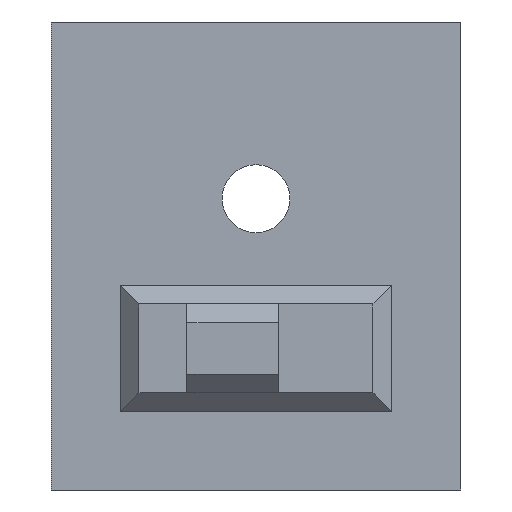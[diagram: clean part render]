
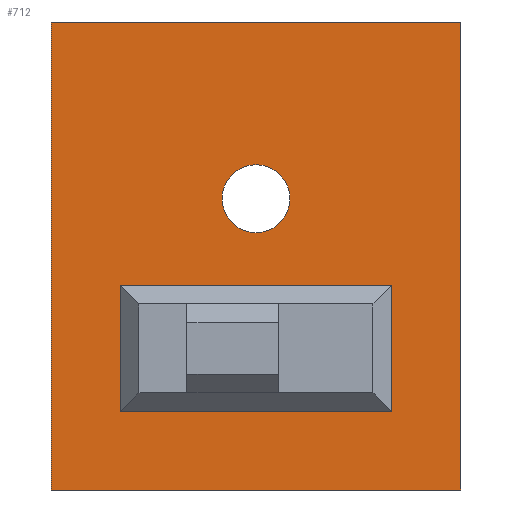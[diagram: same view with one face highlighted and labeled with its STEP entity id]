
A CAD part, front view. The second image highlights one B-rep face of the part: STEP entity #712.
In plain terms, the highlighted face is planar.
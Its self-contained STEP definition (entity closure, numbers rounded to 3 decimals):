
#16 = CARTESIAN_POINT ( 'NONE',  ( 11.6, 33.3, 0. ) ) ;
#18 = VERTEX_POINT ( 'NONE', #16 ) ;
#25 = ORIENTED_EDGE ( 'NONE', *, *, #463, .F. ) ;
#26 = EDGE_CURVE ( 'NONE', #18, #478, #566, .T. ) ;
#52 = FACE_OUTER_BOUND ( 'NONE', #218, .T. ) ;
#57 = DIRECTION ( 'NONE',  ( 1., 0., 0. ) ) ;
#60 = CIRCLE ( 'NONE', #696, 2.9 ) ;
#72 = CIRCLE ( 'NONE', #146, 2.9 ) ;
#101 = EDGE_CURVE ( 'NONE', #179, #125, #774, .T. ) ;
#103 = VERTEX_POINT ( 'NONE', #173 ) ;
#115 = DIRECTION ( 'NONE',  ( 0., 0., 1. ) ) ;
#116 = ORIENTED_EDGE ( 'NONE', *, *, #180, .T. ) ;
#117 = ORIENTED_EDGE ( 'NONE', *, *, #26, .T. ) ;
#125 = VERTEX_POINT ( 'NONE', #777 ) ;
#130 = DIRECTION ( 'NONE',  ( 0., 0., -1. ) ) ;
#133 = VECTOR ( 'NONE', #533, 1000. ) ;
#139 = CARTESIAN_POINT ( 'NONE',  ( -11.6, 22.5, 0. ) ) ;
#146 = AXIS2_PLACEMENT_3D ( 'NONE', #642, #340, #766 ) ;
#173 = CARTESIAN_POINT ( 'NONE',  ( 0., 18., 0. ) ) ;
#179 = VERTEX_POINT ( 'NONE', #590 ) ;
#180 = EDGE_CURVE ( 'NONE', #103, #639, #72, .T. ) ;
#190 = PLANE ( 'NONE',  #748 ) ;
#213 = EDGE_CURVE ( 'NONE', #379, #352, #524, .T. ) ;
#218 = EDGE_LOOP ( 'NONE', ( #384, #299, #545, #25 ) ) ;
#232 = CARTESIAN_POINT ( 'NONE',  ( 17.5, 0., 0. ) ) ;
#239 = FACE_BOUND ( 'NONE', #731, .T. ) ;
#245 = ORIENTED_EDGE ( 'NONE', *, *, #611, .T. ) ;
#259 = EDGE_CURVE ( 'NONE', #459, #179, #738, .T. ) ;
#261 = CARTESIAN_POINT ( 'NONE',  ( 11.6, 0., 0. ) ) ;
#270 = CARTESIAN_POINT ( 'NONE',  ( 0., 15.1, 0. ) ) ;
#280 = CARTESIAN_POINT ( 'NONE',  ( 0., 22.5, 0. ) ) ;
#286 = DIRECTION ( 'NONE',  ( -1., 0., 0. ) ) ;
#297 = FACE_BOUND ( 'NONE', #531, .T. ) ;
#299 = ORIENTED_EDGE ( 'NONE', *, *, #259, .F. ) ;
#317 = ORIENTED_EDGE ( 'NONE', *, *, #342, .T. ) ;
#334 = VECTOR ( 'NONE', #756, 1000. ) ;
#340 = DIRECTION ( 'NONE',  ( 0., 0., -1. ) ) ;
#342 = EDGE_CURVE ( 'NONE', #352, #18, #676, .T. ) ;
#352 = VERTEX_POINT ( 'NONE', #598 ) ;
#371 = CARTESIAN_POINT ( 'NONE',  ( -17.5, 40., 0. ) ) ;
#379 = VERTEX_POINT ( 'NONE', #139 ) ;
#384 = ORIENTED_EDGE ( 'NONE', *, *, #101, .F. ) ;
#390 = LINE ( 'NONE', #280, #592 ) ;
#397 = EDGE_CURVE ( 'NONE', #665, #459, #617, .T. ) ;
#405 = DIRECTION ( 'NONE',  ( 0., -1., 0. ) ) ;
#429 = DIRECTION ( 'NONE',  ( 0., 1., 0. ) ) ;
#445 = CARTESIAN_POINT ( 'NONE',  ( -17.5, 0., 0. ) ) ;
#448 = CARTESIAN_POINT ( 'NONE',  ( -17.5, 40., 0. ) ) ;
#451 = VECTOR ( 'NONE', #508, 1000. ) ;
#455 = ORIENTED_EDGE ( 'NONE', *, *, #778, .T. ) ;
#459 = VERTEX_POINT ( 'NONE', #448 ) ;
#461 = CARTESIAN_POINT ( 'NONE',  ( -11.6, 0., 0. ) ) ;
#463 = EDGE_CURVE ( 'NONE', #125, #665, #558, .T. ) ;
#473 = VECTOR ( 'NONE', #536, 1000. ) ;
#478 = VERTEX_POINT ( 'NONE', #749 ) ;
#502 = VECTOR ( 'NONE', #57, 1000. ) ;
#508 = DIRECTION ( 'NONE',  ( -1., 0., 0. ) ) ;
#524 = LINE ( 'NONE', #461, #133 ) ;
#531 = EDGE_LOOP ( 'NONE', ( #455, #116 ) ) ;
#533 = DIRECTION ( 'NONE',  ( 0., 1., 0. ) ) ;
#536 = DIRECTION ( 'NONE',  ( 1., 0., 0. ) ) ;
#545 = ORIENTED_EDGE ( 'NONE', *, *, #397, .F. ) ;
#547 = ORIENTED_EDGE ( 'NONE', *, *, #213, .T. ) ;
#558 = LINE ( 'NONE', #445, #451 ) ;
#566 = LINE ( 'NONE', #261, #334 ) ;
#568 = DIRECTION ( 'NONE',  ( 0., -1., 0. ) ) ;
#582 = CARTESIAN_POINT ( 'NONE',  ( 0., 12.2, 0. ) ) ;
#590 = CARTESIAN_POINT ( 'NONE',  ( 17.5, 40., 0. ) ) ;
#591 = VECTOR ( 'NONE', #405, 1000. ) ;
#592 = VECTOR ( 'NONE', #286, 1000. ) ;
#598 = CARTESIAN_POINT ( 'NONE',  ( -11.6, 33.3, 0. ) ) ;
#601 = CARTESIAN_POINT ( 'NONE',  ( 0., 33.3, 0. ) ) ;
#611 = EDGE_CURVE ( 'NONE', #478, #379, #390, .T. ) ;
#613 = CARTESIAN_POINT ( 'NONE',  ( 17.5, 40., 0. ) ) ;
#617 = LINE ( 'NONE', #371, #654 ) ;
#627 = DIRECTION ( 'NONE',  ( 0., 1., 0. ) ) ;
#639 = VERTEX_POINT ( 'NONE', #582 ) ;
#642 = CARTESIAN_POINT ( 'NONE',  ( 0., 15.1, 0. ) ) ;
#654 = VECTOR ( 'NONE', #627, 1000. ) ;
#665 = VERTEX_POINT ( 'NONE', #728 ) ;
#676 = LINE ( 'NONE', #601, #502 ) ;
#696 = AXIS2_PLACEMENT_3D ( 'NONE', #270, #130, #568 ) ;
#712 = ADVANCED_FACE ( 'NONE', ( #239, #297, #52 ), #190, .T. ) ;
#728 = CARTESIAN_POINT ( 'NONE',  ( -17.5, 0., 0. ) ) ;
#731 = EDGE_LOOP ( 'NONE', ( #317, #117, #245, #547 ) ) ;
#738 = LINE ( 'NONE', #613, #473 ) ;
#748 = AXIS2_PLACEMENT_3D ( 'NONE', #784, #115, #429 ) ;
#749 = CARTESIAN_POINT ( 'NONE',  ( 11.6, 22.5, 0. ) ) ;
#756 = DIRECTION ( 'NONE',  ( 0., -1., 0. ) ) ;
#766 = DIRECTION ( 'NONE',  ( 0., -1., 0. ) ) ;
#774 = LINE ( 'NONE', #232, #591 ) ;
#777 = CARTESIAN_POINT ( 'NONE',  ( 17.5, 0., 0. ) ) ;
#778 = EDGE_CURVE ( 'NONE', #639, #103, #60, .T. ) ;
#784 = CARTESIAN_POINT ( 'NONE',  ( 0., 0., 0. ) ) ;
